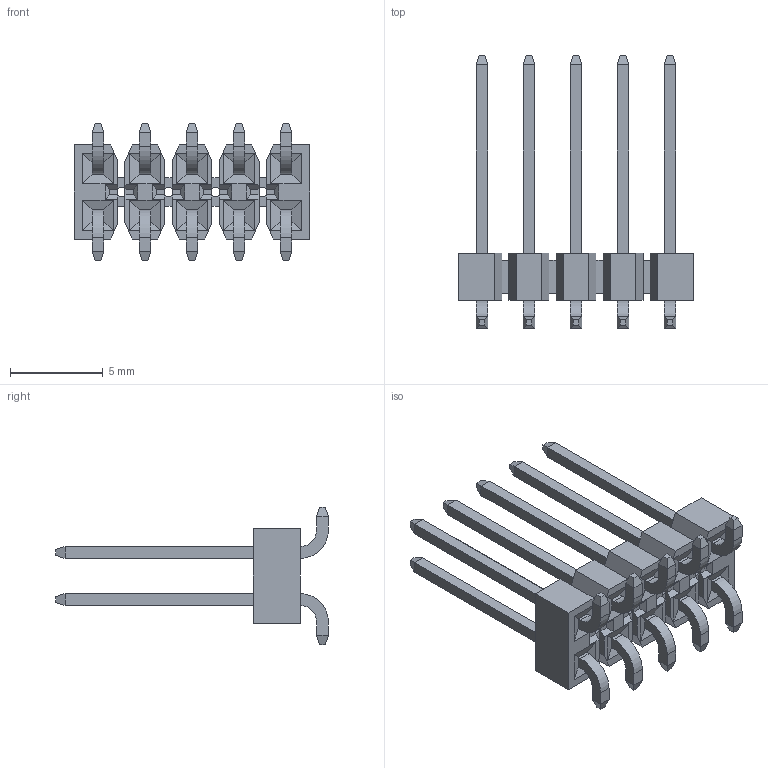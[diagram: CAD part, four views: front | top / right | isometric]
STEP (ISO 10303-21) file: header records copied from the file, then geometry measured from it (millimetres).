
FILE_DESCRIPTION (( 'STEP AP214' ), '1' );
FILE_NAME ('10.STEP', '2020-07-03T18:12:20', ( '' ), ( '' ), 'SwSTEP 2.0', 'SolidWorks 2018', '' );
FILE_SCHEMA (( 'AUTOMOTIVE_DESIGN' ));
Length unit declared in the file: inch
Products named in the file (1): 10
Bounding box: 12.7 x 14.73 x 7.44 mm (x, y, z)
Volume: 189.2 mm3; surface area: 741.6 mm2
Topology: 11 solids, 11 shells, 446 faces, 1088 edges, 672 vertices
Faces by surface type: plane 414, cylinder 32
Entity records: 12862 total; most frequent: CARTESIAN_POINT 2207, ORIENTED_EDGE 2176, DIRECTION 2046, EDGE_CURVE 1088, VECTOR 1024, LINE 1024, VERTEX_POINT 672, AXIS2_PLACEMENT_3D 511
